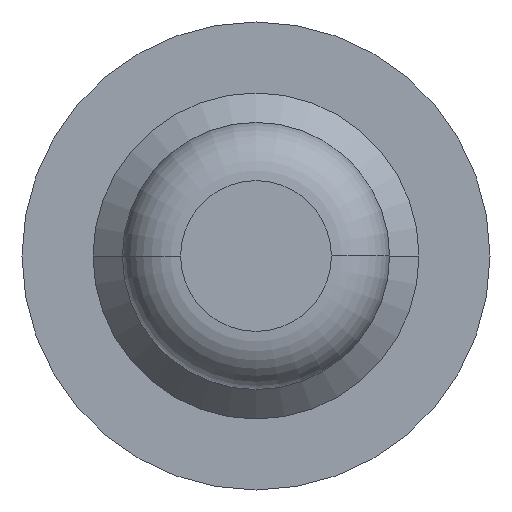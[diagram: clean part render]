
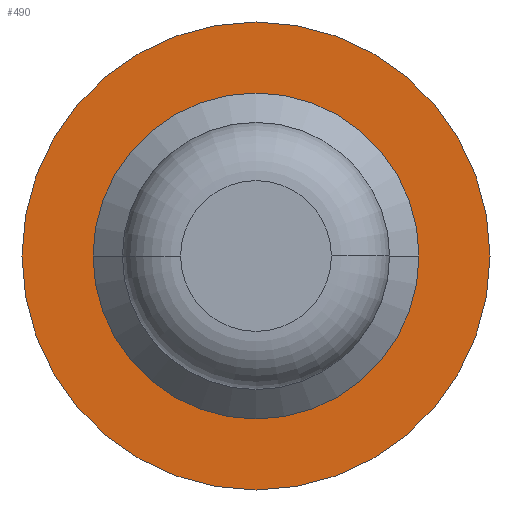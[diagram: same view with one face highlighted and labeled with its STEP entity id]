
A CAD part, front view. The second image highlights one B-rep face of the part: STEP entity #490.
In plain terms, the highlighted planar face has unit normal (0, -1, 0).
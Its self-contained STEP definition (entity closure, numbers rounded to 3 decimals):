
#75=CARTESIAN_POINT('',(0.,-0.79,0.));
#76=DIRECTION('',(0.,-1.,0.));
#77=DIRECTION('',(1.,0.,0.));
#78=AXIS2_PLACEMENT_3D('',#75,#76,#77);
#80=CARTESIAN_POINT('',(0.,-0.79,0.));
#81=DIRECTION('',(0.,1.,0.));
#82=DIRECTION('',(1.,0.,0.));
#83=AXIS2_PLACEMENT_3D('',#80,#81,#82);
#93=CARTESIAN_POINT('',(0.,-0.79,0.));
#94=DIRECTION('',(0.,1.,0.));
#95=DIRECTION('',(1.,0.,0.));
#96=AXIS2_PLACEMENT_3D('',#93,#94,#95);
#98=CARTESIAN_POINT('',(0.,-0.79,0.));
#99=DIRECTION('',(0.,-1.,0.));
#100=DIRECTION('',(1.,0.,0.));
#101=AXIS2_PLACEMENT_3D('',#98,#99,#100);
#297=CARTESIAN_POINT('',(2.8,-0.79,0.));
#298=VERTEX_POINT('',#297);
#299=CARTESIAN_POINT('',(4.02,-0.79,0.));
#301=VERTEX_POINT('',#299);
#311=CARTESIAN_POINT('',(-2.8,-0.79,0.));
#312=VERTEX_POINT('',#311);
#313=CARTESIAN_POINT('',(-4.02,-0.79,0.));
#315=VERTEX_POINT('',#313);
#475=CARTESIAN_POINT('',(0.,-0.79,0.));
#476=DIRECTION('',(0.,-1.,0.));
#477=DIRECTION('',(-1.,0.,0.));
#478=AXIS2_PLACEMENT_3D('',#475,#476,#477);
#479=PLANE('',#478);
#481=ORIENTED_EDGE('',*,*,#480,.T.);
#483=ORIENTED_EDGE('',*,*,#482,.F.);
#484=EDGE_LOOP('',(#481,#483));
#485=FACE_OUTER_BOUND('',#484,.F.);
#486=ORIENTED_EDGE('',*,*,#470,.T.);
#487=ORIENTED_EDGE('',*,*,#454,.F.);
#488=EDGE_LOOP('',(#486,#487));
#489=FACE_BOUND('',#488,.F.);
#490=ADVANCED_FACE('',(#485,#489),#479,.T.);
#79=CIRCLE('',#78,2.8);
#84=CIRCLE('',#83,2.8);
#97=CIRCLE('',#96,4.02);
#102=CIRCLE('',#101,4.02);
#454=EDGE_CURVE('',#298,#312,#84,.T.);
#470=EDGE_CURVE('',#298,#312,#79,.T.);
#480=EDGE_CURVE('',#301,#315,#97,.T.);
#482=EDGE_CURVE('',#301,#315,#102,.T.);
